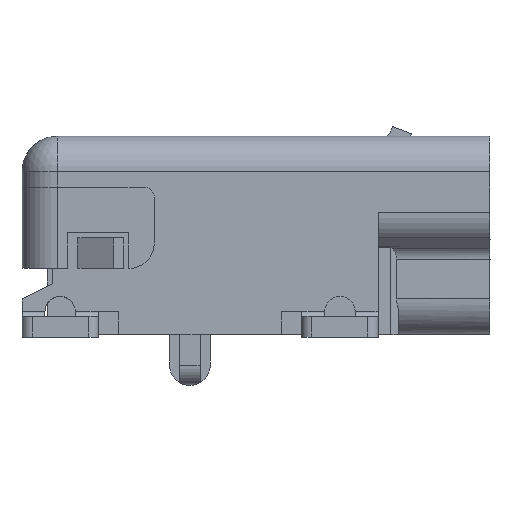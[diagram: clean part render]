
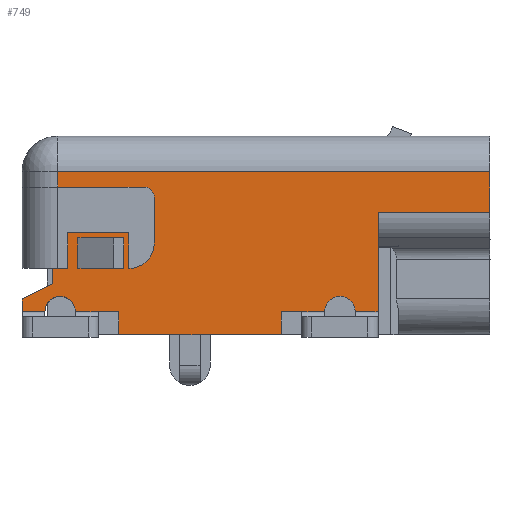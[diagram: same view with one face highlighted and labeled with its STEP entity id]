
A CAD part, left-side view. The second image highlights one B-rep face of the part: STEP entity #749.
In plain terms, the highlighted planar face has unit normal (-1, 0, 0).
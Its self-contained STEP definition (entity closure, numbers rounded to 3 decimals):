
#105 = EDGE_CURVE('',#106,#108,#110,.T.);
#106 = VERTEX_POINT('',#107);
#107 = CARTESIAN_POINT('',(-3.85,-8.606,3.306));
#108 = VERTEX_POINT('',#109);
#109 = CARTESIAN_POINT('',(-3.85,-8.606,2.507));
#110 = LINE('',#111,#112);
#111 = CARTESIAN_POINT('',(-3.85,-8.606,3.306));
#112 = VECTOR('',#113,1.);
#113 = DIRECTION('',(0.,0.,-1.));
#387 = EDGE_CURVE('',#106,#388,#390,.T.);
#388 = VERTEX_POINT('',#389);
#389 = CARTESIAN_POINT('',(-3.85,-0.106,3.306));
#390 = LINE('',#391,#392);
#391 = CARTESIAN_POINT('',(-3.85,-8.606,3.306));
#392 = VECTOR('',#393,1.);
#393 = DIRECTION('',(0.,1.,0.));
#445 = VERTEX_POINT('',#446);
#446 = CARTESIAN_POINT('',(-3.85,-0.106,3.006));
#455 = EDGE_CURVE('',#445,#388,#456,.T.);
#456 = LINE('',#457,#458);
#457 = CARTESIAN_POINT('',(-3.85,-0.106,3.006));
#458 = VECTOR('',#459,1.);
#459 = DIRECTION('',(0.,0.,1.));
#624 = VERTEX_POINT('',#625);
#625 = CARTESIAN_POINT('',(-3.85,0.594,0.556));
#632 = EDGE_CURVE('',#624,#633,#635,.T.);
#633 = VERTEX_POINT('',#634);
#634 = CARTESIAN_POINT('',(-3.85,0.594,0.806));
#635 = LINE('',#636,#637);
#636 = CARTESIAN_POINT('',(-3.85,0.594,0.556));
#637 = VECTOR('',#638,1.);
#638 = DIRECTION('',(0.,0.,1.));
#729 = VERTEX_POINT('',#730);
#730 = CARTESIAN_POINT('',(-3.85,-1.806,3.006));
#736 = EDGE_CURVE('',#445,#729,#737,.T.);
#737 = LINE('',#738,#739);
#738 = CARTESIAN_POINT('',(-3.85,-0.106,3.006));
#739 = VECTOR('',#740,1.);
#740 = DIRECTION('',(0.,-1.,0.));
#749 = ADVANCED_FACE('',(#750,#933),#967,.T.);
#750 = FACE_BOUND('',#751,.T.);
#751 = EDGE_LOOP('',(#752,#762,#770,#778,#786,#792,#793,#801,#810,#818,
    #826,#834,#842,#850,#858,#866,#875,#883,#891,#897,#898,#899,#900,
    #901,#910,#918,#927));
#752 = ORIENTED_EDGE('',*,*,#753,.F.);
#753 = EDGE_CURVE('',#754,#756,#758,.T.);
#754 = VERTEX_POINT('',#755);
#755 = CARTESIAN_POINT('',(-3.85,-0.306,2.106));
#756 = VERTEX_POINT('',#757);
#757 = CARTESIAN_POINT('',(-3.85,-1.506,2.106));
#758 = LINE('',#759,#760);
#759 = CARTESIAN_POINT('',(-3.85,-0.306,2.106));
#760 = VECTOR('',#761,1.);
#761 = DIRECTION('',(0.,-1.,0.));
#762 = ORIENTED_EDGE('',*,*,#763,.F.);
#763 = EDGE_CURVE('',#764,#754,#766,.T.);
#764 = VERTEX_POINT('',#765);
#765 = CARTESIAN_POINT('',(-3.85,-0.306,1.406));
#766 = LINE('',#767,#768);
#767 = CARTESIAN_POINT('',(-3.85,-0.306,1.406));
#768 = VECTOR('',#769,1.);
#769 = DIRECTION('',(0.,0.,1.));
#770 = ORIENTED_EDGE('',*,*,#771,.F.);
#771 = EDGE_CURVE('',#772,#764,#774,.T.);
#772 = VERTEX_POINT('',#773);
#773 = CARTESIAN_POINT('',(-3.85,-0.006,1.406));
#774 = LINE('',#775,#776);
#775 = CARTESIAN_POINT('',(-3.85,-0.006,1.406));
#776 = VECTOR('',#777,1.);
#777 = DIRECTION('',(0.,-1.,0.));
#778 = ORIENTED_EDGE('',*,*,#779,.T.);
#779 = EDGE_CURVE('',#772,#780,#782,.T.);
#780 = VERTEX_POINT('',#781);
#781 = CARTESIAN_POINT('',(-3.85,-0.006,1.106));
#782 = LINE('',#783,#784);
#783 = CARTESIAN_POINT('',(-3.85,-0.006,1.406));
#784 = VECTOR('',#785,1.);
#785 = DIRECTION('',(0.,0.,-1.));
#786 = ORIENTED_EDGE('',*,*,#787,.T.);
#787 = EDGE_CURVE('',#780,#633,#788,.T.);
#788 = LINE('',#789,#790);
#789 = CARTESIAN_POINT('',(-3.85,-0.006,1.106));
#790 = VECTOR('',#791,1.);
#791 = DIRECTION('',(0.,0.894,-0.447));
#792 = ORIENTED_EDGE('',*,*,#632,.F.);
#793 = ORIENTED_EDGE('',*,*,#794,.T.);
#794 = EDGE_CURVE('',#624,#795,#797,.T.);
#795 = VERTEX_POINT('',#796);
#796 = CARTESIAN_POINT('',(-3.85,0.144,0.556));
#797 = LINE('',#798,#799);
#798 = CARTESIAN_POINT('',(-3.85,0.594,0.556));
#799 = VECTOR('',#800,1.);
#800 = DIRECTION('',(0.,-1.,0.));
#801 = ORIENTED_EDGE('',*,*,#802,.T.);
#802 = EDGE_CURVE('',#795,#803,#805,.T.);
#803 = VERTEX_POINT('',#804);
#804 = CARTESIAN_POINT('',(-3.85,-0.456,0.556));
#805 = CIRCLE('',#806,0.3);
#806 = AXIS2_PLACEMENT_3D('',#807,#808,#809);
#807 = CARTESIAN_POINT('',(-3.85,-0.156,0.556));
#808 = DIRECTION('',(1.,-0.,0.));
#809 = DIRECTION('',(0.,1.,0.));
#810 = ORIENTED_EDGE('',*,*,#811,.T.);
#811 = EDGE_CURVE('',#803,#812,#814,.T.);
#812 = VERTEX_POINT('',#813);
#813 = CARTESIAN_POINT('',(-3.85,-0.906,0.556));
#814 = LINE('',#815,#816);
#815 = CARTESIAN_POINT('',(-3.85,-0.456,0.556));
#816 = VECTOR('',#817,1.);
#817 = DIRECTION('',(0.,-1.,0.));
#818 = ORIENTED_EDGE('',*,*,#819,.T.);
#819 = EDGE_CURVE('',#812,#820,#822,.T.);
#820 = VERTEX_POINT('',#821);
#821 = CARTESIAN_POINT('',(-3.85,-1.306,0.556));
#822 = LINE('',#823,#824);
#823 = CARTESIAN_POINT('',(-3.85,-0.906,0.556));
#824 = VECTOR('',#825,1.);
#825 = DIRECTION('',(0.,-1.,0.));
#826 = ORIENTED_EDGE('',*,*,#827,.F.);
#827 = EDGE_CURVE('',#828,#820,#830,.T.);
#828 = VERTEX_POINT('',#829);
#829 = CARTESIAN_POINT('',(-3.85,-1.306,0.106));
#830 = LINE('',#831,#832);
#831 = CARTESIAN_POINT('',(-3.85,-1.306,0.106));
#832 = VECTOR('',#833,1.);
#833 = DIRECTION('',(0.,0.,1.));
#834 = ORIENTED_EDGE('',*,*,#835,.F.);
#835 = EDGE_CURVE('',#836,#828,#838,.T.);
#836 = VERTEX_POINT('',#837);
#837 = CARTESIAN_POINT('',(-3.85,-4.506,0.106));
#838 = LINE('',#839,#840);
#839 = CARTESIAN_POINT('',(-3.85,-4.506,0.106));
#840 = VECTOR('',#841,1.);
#841 = DIRECTION('',(0.,1.,0.));
#842 = ORIENTED_EDGE('',*,*,#843,.T.);
#843 = EDGE_CURVE('',#836,#844,#846,.T.);
#844 = VERTEX_POINT('',#845);
#845 = CARTESIAN_POINT('',(-3.85,-4.506,0.556));
#846 = LINE('',#847,#848);
#847 = CARTESIAN_POINT('',(-3.85,-4.506,0.106));
#848 = VECTOR('',#849,1.);
#849 = DIRECTION('',(0.,0.,1.));
#850 = ORIENTED_EDGE('',*,*,#851,.F.);
#851 = EDGE_CURVE('',#852,#844,#854,.T.);
#852 = VERTEX_POINT('',#853);
#853 = CARTESIAN_POINT('',(-3.85,-4.906,0.556));
#854 = LINE('',#855,#856);
#855 = CARTESIAN_POINT('',(-3.85,-4.906,0.556));
#856 = VECTOR('',#857,1.);
#857 = DIRECTION('',(0.,1.,0.));
#858 = ORIENTED_EDGE('',*,*,#859,.T.);
#859 = EDGE_CURVE('',#852,#860,#862,.T.);
#860 = VERTEX_POINT('',#861);
#861 = CARTESIAN_POINT('',(-3.85,-5.356,0.556));
#862 = LINE('',#863,#864);
#863 = CARTESIAN_POINT('',(-3.85,-4.906,0.556));
#864 = VECTOR('',#865,1.);
#865 = DIRECTION('',(0.,-1.,0.));
#866 = ORIENTED_EDGE('',*,*,#867,.T.);
#867 = EDGE_CURVE('',#860,#868,#870,.T.);
#868 = VERTEX_POINT('',#869);
#869 = CARTESIAN_POINT('',(-3.85,-5.956,0.556));
#870 = CIRCLE('',#871,0.3);
#871 = AXIS2_PLACEMENT_3D('',#872,#873,#874);
#872 = CARTESIAN_POINT('',(-3.85,-5.656,0.556));
#873 = DIRECTION('',(1.,-0.,0.));
#874 = DIRECTION('',(0.,1.,0.));
#875 = ORIENTED_EDGE('',*,*,#876,.T.);
#876 = EDGE_CURVE('',#868,#877,#879,.T.);
#877 = VERTEX_POINT('',#878);
#878 = CARTESIAN_POINT('',(-3.85,-6.406,0.556));
#879 = LINE('',#880,#881);
#880 = CARTESIAN_POINT('',(-3.85,-5.956,0.556));
#881 = VECTOR('',#882,1.);
#882 = DIRECTION('',(0.,-1.,0.));
#883 = ORIENTED_EDGE('',*,*,#884,.T.);
#884 = EDGE_CURVE('',#877,#885,#887,.T.);
#885 = VERTEX_POINT('',#886);
#886 = CARTESIAN_POINT('',(-3.85,-6.406,2.507));
#887 = LINE('',#888,#889);
#888 = CARTESIAN_POINT('',(-3.85,-6.406,0.556));
#889 = VECTOR('',#890,1.);
#890 = DIRECTION('',(0.,0.,1.));
#891 = ORIENTED_EDGE('',*,*,#892,.T.);
#892 = EDGE_CURVE('',#885,#108,#893,.T.);
#893 = LINE('',#894,#895);
#894 = CARTESIAN_POINT('',(-3.85,-6.406,2.507));
#895 = VECTOR('',#896,1.);
#896 = DIRECTION('',(0.,-1.,0.));
#897 = ORIENTED_EDGE('',*,*,#105,.F.);
#898 = ORIENTED_EDGE('',*,*,#387,.T.);
#899 = ORIENTED_EDGE('',*,*,#455,.F.);
#900 = ORIENTED_EDGE('',*,*,#736,.T.);
#901 = ORIENTED_EDGE('',*,*,#902,.T.);
#902 = EDGE_CURVE('',#729,#903,#905,.T.);
#903 = VERTEX_POINT('',#904);
#904 = CARTESIAN_POINT('',(-3.85,-2.006,2.806));
#905 = CIRCLE('',#906,0.2);
#906 = AXIS2_PLACEMENT_3D('',#907,#908,#909);
#907 = CARTESIAN_POINT('',(-3.85,-1.806,2.806));
#908 = DIRECTION('',(1.,0.,-0.));
#909 = DIRECTION('',(0.,0.,1.));
#910 = ORIENTED_EDGE('',*,*,#911,.F.);
#911 = EDGE_CURVE('',#912,#903,#914,.T.);
#912 = VERTEX_POINT('',#913);
#913 = CARTESIAN_POINT('',(-3.85,-2.006,1.906));
#914 = LINE('',#915,#916);
#915 = CARTESIAN_POINT('',(-3.85,-2.006,1.906));
#916 = VECTOR('',#917,1.);
#917 = DIRECTION('',(0.,0.,1.));
#918 = ORIENTED_EDGE('',*,*,#919,.T.);
#919 = EDGE_CURVE('',#912,#920,#922,.T.);
#920 = VERTEX_POINT('',#921);
#921 = CARTESIAN_POINT('',(-3.85,-1.506,1.406));
#922 = CIRCLE('',#923,0.5);
#923 = AXIS2_PLACEMENT_3D('',#924,#925,#926);
#924 = CARTESIAN_POINT('',(-3.85,-1.506,1.906));
#925 = DIRECTION('',(1.,0.,0.));
#926 = DIRECTION('',(0.,-1.,0.));
#927 = ORIENTED_EDGE('',*,*,#928,.T.);
#928 = EDGE_CURVE('',#920,#756,#929,.T.);
#929 = LINE('',#930,#931);
#930 = CARTESIAN_POINT('',(-3.85,-1.506,1.406));
#931 = VECTOR('',#932,1.);
#932 = DIRECTION('',(0.,0.,1.));
#933 = FACE_BOUND('',#934,.T.);
#934 = EDGE_LOOP('',(#935,#945,#953,#961));
#935 = ORIENTED_EDGE('',*,*,#936,.F.);
#936 = EDGE_CURVE('',#937,#939,#941,.T.);
#937 = VERTEX_POINT('',#938);
#938 = CARTESIAN_POINT('',(-3.85,-0.506,2.006));
#939 = VERTEX_POINT('',#940);
#940 = CARTESIAN_POINT('',(-3.85,-0.506,1.406));
#941 = LINE('',#942,#943);
#942 = CARTESIAN_POINT('',(-3.85,-0.506,2.006));
#943 = VECTOR('',#944,1.);
#944 = DIRECTION('',(0.,0.,-1.));
#945 = ORIENTED_EDGE('',*,*,#946,.F.);
#946 = EDGE_CURVE('',#947,#937,#949,.T.);
#947 = VERTEX_POINT('',#948);
#948 = CARTESIAN_POINT('',(-3.85,-1.406,2.006));
#949 = LINE('',#950,#951);
#950 = CARTESIAN_POINT('',(-3.85,-1.406,2.006));
#951 = VECTOR('',#952,1.);
#952 = DIRECTION('',(0.,1.,0.));
#953 = ORIENTED_EDGE('',*,*,#954,.T.);
#954 = EDGE_CURVE('',#947,#955,#957,.T.);
#955 = VERTEX_POINT('',#956);
#956 = CARTESIAN_POINT('',(-3.85,-1.406,1.406));
#957 = LINE('',#958,#959);
#958 = CARTESIAN_POINT('',(-3.85,-1.406,2.006));
#959 = VECTOR('',#960,1.);
#960 = DIRECTION('',(0.,0.,-1.));
#961 = ORIENTED_EDGE('',*,*,#962,.T.);
#962 = EDGE_CURVE('',#955,#939,#963,.T.);
#963 = LINE('',#964,#965);
#964 = CARTESIAN_POINT('',(-3.85,-1.406,1.406));
#965 = VECTOR('',#966,1.);
#966 = DIRECTION('',(0.,1.,0.));
#967 = PLANE('',#968);
#968 = AXIS2_PLACEMENT_3D('',#969,#970,#971);
#969 = CARTESIAN_POINT('',(-3.85,-8.606,3.306));
#970 = DIRECTION('',(-1.,0.,0.));
#971 = DIRECTION('',(0.,-1.,0.));
